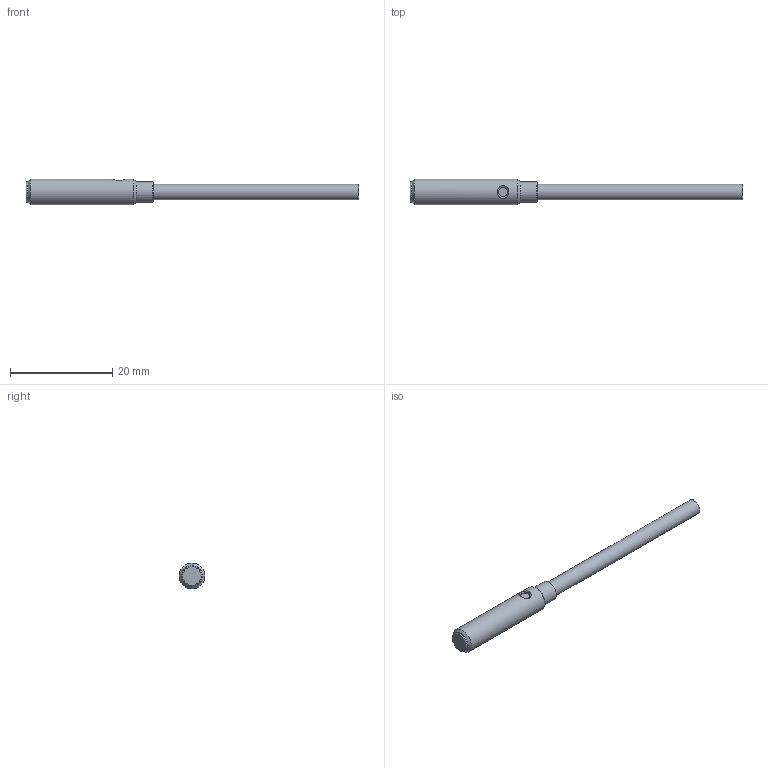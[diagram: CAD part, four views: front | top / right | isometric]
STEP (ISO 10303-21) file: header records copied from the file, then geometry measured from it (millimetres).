
FILE_DESCRIPTION(('FreeCAD Model'),'2;1');
FILE_NAME('DCC_05_V_xx_xxLK.step','2017-06-09T16:53:27',( 'FreeCAD'),('FreeCAD'),'Open CASCADE STEP processor 6.7','FreeCAD', 'Unknown');
FILE_SCHEMA(('AUTOMOTIVE_DESIGN_CC2 { 1 2 10303 214 -1 1 5 4 }'));
Length unit declared in the file: millimetre
Products named in the file (3): DCC_05_V_xx_xxLK_fig; DCC_05_V_xx_xxLK_fig002; DCC_05_V_xx_xxLK_fig001
Bounding box: 64.9 x 5 x 5 mm (x, y, z)
Volume: 759.7 mm3; surface area: 838.8 mm2
Topology: 3 solids, 3 shells, 18 faces, 30 edges, 18 vertices
Faces by surface type: plane 7, cylinder 6, cone 3, bspline 1, torus 1
Full cylindrical faces by diameter (mm): 3.1 x1, 4 x2, 5 x1
Entity records: 1517 total; most frequent: CARTESIAN_POINT 885, DIRECTION 88, ORIENTED_EDGE 60, PCURVE 60, DEFINITIONAL_REPRESENTATION 60, B_SPLINE_CURVE_WITH_KNOTS 48, AXIS2_PLACEMENT_3D 31, EDGE_CURVE 30
